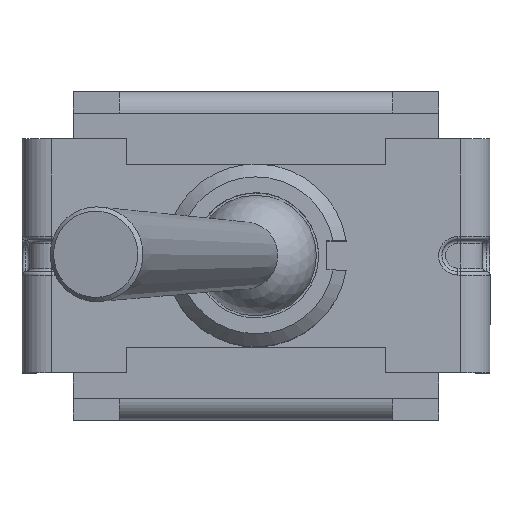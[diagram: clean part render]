
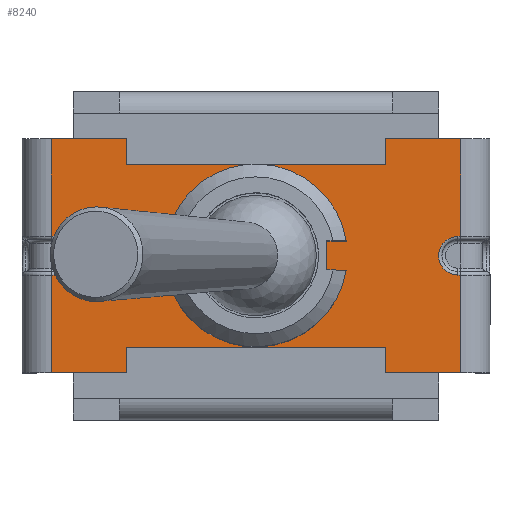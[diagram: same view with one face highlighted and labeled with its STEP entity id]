
A CAD part, top view. The second image highlights one B-rep face of the part: STEP entity #8240.
In plain terms, the highlighted planar face has unit normal (0, 0, 1).
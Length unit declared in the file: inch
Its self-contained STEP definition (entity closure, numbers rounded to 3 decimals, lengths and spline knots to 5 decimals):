
#217=FACE_BOUND('',#2922,.T.);
#250=LINE('',#12129,#1185);
#251=LINE('',#12131,#1186);
#252=LINE('',#12133,#1187);
#253=LINE('',#12135,#1188);
#254=LINE('',#12137,#1189);
#255=LINE('',#12139,#1190);
#256=LINE('',#12143,#1191);
#257=LINE('',#12145,#1192);
#258=LINE('',#12147,#1193);
#259=LINE('',#12149,#1194);
#260=LINE('',#12151,#1195);
#261=LINE('',#12153,#1196);
#262=LINE('',#12155,#1197);
#263=LINE('',#12157,#1198);
#264=LINE('',#12159,#1199);
#265=LINE('',#12163,#1200);
#266=LINE('',#12165,#1201);
#267=LINE('',#12166,#1202);
#268=LINE('',#12169,#1203);
#269=LINE('',#12171,#1204);
#270=LINE('',#12173,#1205);
#1185=VECTOR('',#9588,0.3937);
#1186=VECTOR('',#9589,0.3937);
#1187=VECTOR('',#9590,0.3937);
#1188=VECTOR('',#9591,0.3937);
#1189=VECTOR('',#9592,0.3937);
#1190=VECTOR('',#9593,0.3937);
#1191=VECTOR('',#9596,0.3937);
#1192=VECTOR('',#9597,0.3937);
#1193=VECTOR('',#9598,0.3937);
#1194=VECTOR('',#9599,0.3937);
#1195=VECTOR('',#9600,0.3937);
#1196=VECTOR('',#9601,0.3937);
#1197=VECTOR('',#9602,0.3937);
#1198=VECTOR('',#9603,0.3937);
#1199=VECTOR('',#9604,0.3937);
#1200=VECTOR('',#9607,0.3937);
#1201=VECTOR('',#9608,0.3937);
#1202=VECTOR('',#9609,0.3937);
#1203=VECTOR('',#9610,0.3937);
#1204=VECTOR('',#9611,0.3937);
#1205=VECTOR('',#9612,0.3937);
#2108=PLANE('',#8764);
#2426=FACE_OUTER_BOUND('',#2921,.T.);
#2921=EDGE_LOOP('',(#5736,#5737,#5738,#5739,#5740,#5741,#5742,#5743,#5744,
#5745,#5746,#5747,#5748,#5749,#5750,#5751,#5752,#5753,#5754,#5755));
#2922=EDGE_LOOP('',(#5756,#5757,#5758,#5759));
#3435=CIRCLE('',#8765,0.02638);
#3436=CIRCLE('',#8766,0.02638);
#3437=CIRCLE('',#8767,0.125);
#3710=VERTEX_POINT('',#12127);
#3711=VERTEX_POINT('',#12128);
#3712=VERTEX_POINT('',#12130);
#3713=VERTEX_POINT('',#12132);
#3714=VERTEX_POINT('',#12134);
#3715=VERTEX_POINT('',#12136);
#3716=VERTEX_POINT('',#12138);
#3717=VERTEX_POINT('',#12140);
#3718=VERTEX_POINT('',#12142);
#3719=VERTEX_POINT('',#12144);
#3720=VERTEX_POINT('',#12146);
#3721=VERTEX_POINT('',#12148);
#3722=VERTEX_POINT('',#12150);
#3723=VERTEX_POINT('',#12152);
#3724=VERTEX_POINT('',#12154);
#3725=VERTEX_POINT('',#12156);
#3726=VERTEX_POINT('',#12158);
#3727=VERTEX_POINT('',#12160);
#3728=VERTEX_POINT('',#12162);
#3729=VERTEX_POINT('',#12164);
#3730=VERTEX_POINT('',#12167);
#3731=VERTEX_POINT('',#12168);
#3732=VERTEX_POINT('',#12170);
#3733=VERTEX_POINT('',#12172);
#4486=EDGE_CURVE('',#3710,#3711,#250,.T.);
#4487=EDGE_CURVE('',#3711,#3712,#251,.T.);
#4488=EDGE_CURVE('',#3712,#3713,#252,.T.);
#4489=EDGE_CURVE('',#3714,#3713,#253,.T.);
#4490=EDGE_CURVE('',#3714,#3715,#254,.T.);
#4491=EDGE_CURVE('',#3716,#3715,#255,.T.);
#4492=EDGE_CURVE('',#3717,#3716,#3435,.T.);
#4493=EDGE_CURVE('',#3718,#3717,#256,.T.);
#4494=EDGE_CURVE('',#3718,#3719,#257,.T.);
#4495=EDGE_CURVE('',#3720,#3719,#258,.T.);
#4496=EDGE_CURVE('',#3720,#3721,#259,.T.);
#4497=EDGE_CURVE('',#3721,#3722,#260,.T.);
#4498=EDGE_CURVE('',#3722,#3723,#261,.T.);
#4499=EDGE_CURVE('',#3724,#3723,#262,.T.);
#4500=EDGE_CURVE('',#3724,#3725,#263,.T.);
#4501=EDGE_CURVE('',#3726,#3725,#264,.T.);
#4502=EDGE_CURVE('',#3727,#3726,#3436,.T.);
#4503=EDGE_CURVE('',#3728,#3727,#265,.T.);
#4504=EDGE_CURVE('',#3728,#3729,#266,.T.);
#4505=EDGE_CURVE('',#3710,#3729,#267,.T.);
#4506=EDGE_CURVE('',#3730,#3731,#268,.T.);
#4507=EDGE_CURVE('',#3732,#3730,#269,.T.);
#4508=EDGE_CURVE('',#3733,#3732,#270,.T.);
#4509=EDGE_CURVE('',#3731,#3733,#3437,.T.);
#5736=ORIENTED_EDGE('',*,*,#4486,.T.);
#5737=ORIENTED_EDGE('',*,*,#4487,.T.);
#5738=ORIENTED_EDGE('',*,*,#4488,.T.);
#5739=ORIENTED_EDGE('',*,*,#4489,.F.);
#5740=ORIENTED_EDGE('',*,*,#4490,.T.);
#5741=ORIENTED_EDGE('',*,*,#4491,.F.);
#5742=ORIENTED_EDGE('',*,*,#4492,.F.);
#5743=ORIENTED_EDGE('',*,*,#4493,.F.);
#5744=ORIENTED_EDGE('',*,*,#4494,.T.);
#5745=ORIENTED_EDGE('',*,*,#4495,.F.);
#5746=ORIENTED_EDGE('',*,*,#4496,.T.);
#5747=ORIENTED_EDGE('',*,*,#4497,.T.);
#5748=ORIENTED_EDGE('',*,*,#4498,.T.);
#5749=ORIENTED_EDGE('',*,*,#4499,.F.);
#5750=ORIENTED_EDGE('',*,*,#4500,.T.);
#5751=ORIENTED_EDGE('',*,*,#4501,.F.);
#5752=ORIENTED_EDGE('',*,*,#4502,.F.);
#5753=ORIENTED_EDGE('',*,*,#4503,.F.);
#5754=ORIENTED_EDGE('',*,*,#4504,.T.);
#5755=ORIENTED_EDGE('',*,*,#4505,.F.);
#5756=ORIENTED_EDGE('',*,*,#4506,.F.);
#5757=ORIENTED_EDGE('',*,*,#4507,.F.);
#5758=ORIENTED_EDGE('',*,*,#4508,.F.);
#5759=ORIENTED_EDGE('',*,*,#4509,.F.);
#8240=ADVANCED_FACE('',(#2426,#217),#2108,.T.);
#8764=AXIS2_PLACEMENT_3D('',#12126,#9586,#9587);
#8765=AXIS2_PLACEMENT_3D('',#12141,#9594,#9595);
#8766=AXIS2_PLACEMENT_3D('',#12161,#9605,#9606);
#8767=AXIS2_PLACEMENT_3D('',#12174,#9613,#9614);
#9586=DIRECTION('center_axis',(0.,0.,
1.));
#9587=DIRECTION('ref_axis',(-1.,0.,0.));
#9588=DIRECTION('',(0.,1.,0.));
#9589=DIRECTION('',(1.,0.,0.));
#9590=DIRECTION('',(0.,-1.,0.));
#9591=DIRECTION('',(-1.,0.,0.));
#9592=DIRECTION('',(0.,1.,0.));
#9593=DIRECTION('',(1.,0.,0.));
#9594=DIRECTION('center_axis',(0.,0.,
1.));
#9595=DIRECTION('ref_axis',(-1.,0.,0.));
#9596=DIRECTION('',(-1.,0.,0.));
#9597=DIRECTION('',(0.,1.,0.));
#9598=DIRECTION('',(1.,0.,0.));
#9599=DIRECTION('',(0.,-1.,0.));
#9600=DIRECTION('',(-1.,0.,0.));
#9601=DIRECTION('',(0.,1.,0.));
#9602=DIRECTION('',(1.,0.,0.));
#9603=DIRECTION('',(0.,-1.,0.));
#9604=DIRECTION('',(-1.,0.,0.));
#9605=DIRECTION('center_axis',(0.,0.,
1.));
#9606=DIRECTION('ref_axis',(1.,0.,0.));
#9607=DIRECTION('',(1.,0.,0.));
#9608=DIRECTION('',(0.,-1.,0.));
#9609=DIRECTION('',(-1.,0.,0.));
#9610=DIRECTION('',(1.,0.,0.));
#9611=DIRECTION('',(0.,1.,0.));
#9612=DIRECTION('',(-1.,0.,0.));
#9613=DIRECTION('center_axis',(0.,0.,
1.));
#9614=DIRECTION('ref_axis',(0.987,0.161,0.));
#12126=CARTESIAN_POINT('Origin',(0.,0.,
0.37008));
#12127=CARTESIAN_POINT('',(-0.17717,-0.16004,0.37008));
#12128=CARTESIAN_POINT('',(-0.17717,-0.12539,0.37008));
#12129=CARTESIAN_POINT('',(-0.17717,-0.0627,0.37008));
#12130=CARTESIAN_POINT('',(0.17717,-0.12539,0.37008));
#12131=CARTESIAN_POINT('',(0.08858,-0.12539,0.37008));
#12132=CARTESIAN_POINT('',(0.17717,-0.16004,0.37008));
#12133=CARTESIAN_POINT('',(0.17717,-0.08002,0.37008));
#12134=CARTESIAN_POINT('',(0.27992,-0.16004,0.37008));
#12135=CARTESIAN_POINT('',(0.32008,-0.16004,0.37008));
#12136=CARTESIAN_POINT('',(0.27992,-0.02638,0.37008));
#12137=CARTESIAN_POINT('',(0.27992,-0.08002,0.37008));
#12138=CARTESIAN_POINT('',(0.27598,-0.02638,0.37008));
#12139=CARTESIAN_POINT('',(0.16004,-0.02638,0.37008));
#12140=CARTESIAN_POINT('',(0.27598,0.02638,0.37008));
#12141=CARTESIAN_POINT('Origin',(0.27598,0.,
0.37008));
#12142=CARTESIAN_POINT('',(0.27992,0.02638,0.37008));
#12143=CARTESIAN_POINT('',(0.16004,0.02638,0.37008));
#12144=CARTESIAN_POINT('',(0.27992,0.16004,0.37008));
#12145=CARTESIAN_POINT('',(0.27992,-0.08002,0.37008));
#12146=CARTESIAN_POINT('',(0.17717,0.16004,0.37008));
#12147=CARTESIAN_POINT('',(-0.32008,0.16004,0.37008));
#12148=CARTESIAN_POINT('',(0.17717,0.12539,0.37008));
#12149=CARTESIAN_POINT('',(0.17717,0.0627,0.37008));
#12150=CARTESIAN_POINT('',(-0.17717,0.12539,0.37008));
#12151=CARTESIAN_POINT('',(-0.08858,0.12539,0.37008));
#12152=CARTESIAN_POINT('',(-0.17717,0.16004,0.37008));
#12153=CARTESIAN_POINT('',(-0.17717,0.08002,0.37008));
#12154=CARTESIAN_POINT('',(-0.27992,0.16004,0.37008));
#12155=CARTESIAN_POINT('',(-0.32008,0.16004,0.37008));
#12156=CARTESIAN_POINT('',(-0.27992,0.02638,0.37008));
#12157=CARTESIAN_POINT('',(-0.27992,0.08002,0.37008));
#12158=CARTESIAN_POINT('',(-0.27598,0.02638,0.37008));
#12159=CARTESIAN_POINT('',(-0.16004,0.02638,0.37008));
#12160=CARTESIAN_POINT('',(-0.27598,-0.02638,0.37008));
#12161=CARTESIAN_POINT('Origin',(-0.27598,0.,
0.37008));
#12162=CARTESIAN_POINT('',(-0.27992,-0.02638,0.37008));
#12163=CARTESIAN_POINT('',(-0.16004,-0.02638,0.37008));
#12164=CARTESIAN_POINT('',(-0.27992,-0.16004,0.37008));
#12165=CARTESIAN_POINT('',(-0.27992,0.08002,0.37008));
#12166=CARTESIAN_POINT('',(0.32008,-0.16004,0.37008));
#12167=CARTESIAN_POINT('',(0.09705,0.02008,0.37008));
#12168=CARTESIAN_POINT('',(0.12338,0.02008,0.37008));
#12169=CARTESIAN_POINT('',(0.06169,0.02008,0.37008));
#12170=CARTESIAN_POINT('',(0.09705,-0.02008,0.37008));
#12171=CARTESIAN_POINT('',(0.09705,0.01004,0.37008));
#12172=CARTESIAN_POINT('',(0.12338,-0.02008,0.37008));
#12173=CARTESIAN_POINT('',(0.04852,-0.02008,0.37008));
#12174=CARTESIAN_POINT('Origin',(0.,0.,
0.37008));
